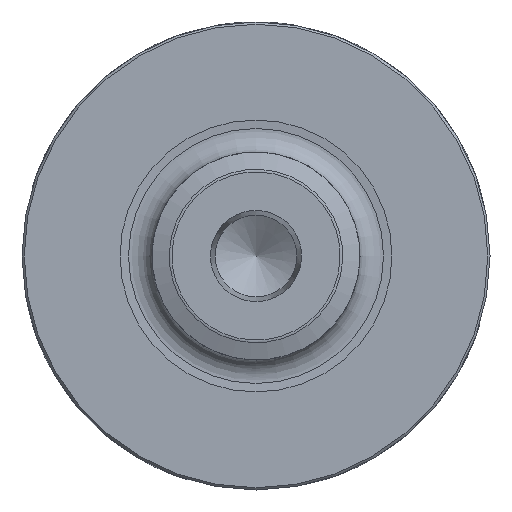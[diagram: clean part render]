
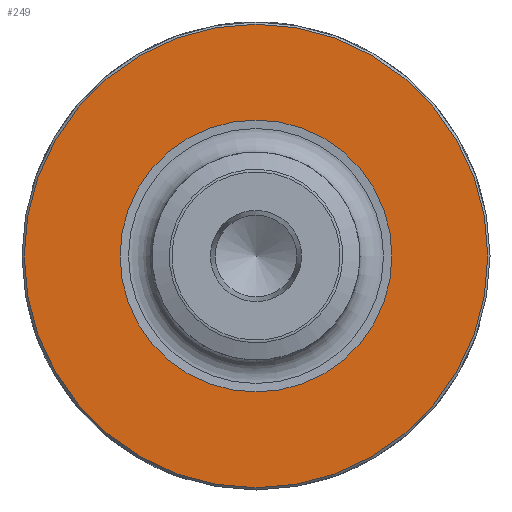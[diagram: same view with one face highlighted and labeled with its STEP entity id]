
A CAD part, left-side view. The second image highlights one B-rep face of the part: STEP entity #249.
In plain terms, the highlighted planar face has unit normal (-1, 0, 0).
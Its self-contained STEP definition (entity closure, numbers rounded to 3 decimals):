
#180=FACE_BOUND('',#371,.T.);
#181=FACE_BOUND('',#372,.T.);
#249=ADVANCED_FACE('',(#180,#181),#277,.T.);
#277=PLANE('',#859);
#371=EDGE_LOOP('',(#574));
#372=EDGE_LOOP('',(#575));
#415=CIRCLE('',#856,18.304);
#416=CIRCLE('',#858,31.2);
#574=ORIENTED_EDGE('',*,*,#743,.F.);
#575=ORIENTED_EDGE('',*,*,#744,.T.);
#656=VERTEX_POINT('',#2071);
#657=VERTEX_POINT('',#2074);
#743=EDGE_CURVE('',#656,#656,#415,.T.);
#744=EDGE_CURVE('',#657,#657,#416,.T.);
#856=AXIS2_PLACEMENT_3D('',#2070,#1044,#1045);
#858=AXIS2_PLACEMENT_3D('',#2073,#1048,#1049);
#859=AXIS2_PLACEMENT_3D('',#2075,#1050,#1051);
#1044=DIRECTION('',(-1.,0.,0.));
#1045=DIRECTION('',(0.,0.,-1.));
#1048=DIRECTION('',(-1.,0.,0.));
#1049=DIRECTION('',(0.,0.,-1.));
#1050=DIRECTION('',(-1.,0.,0.));
#1051=DIRECTION('',(0.,0.,1.));
#2070=CARTESIAN_POINT('',(28.,0.,0.));
#2071=CARTESIAN_POINT('',(28.,0.,-18.304));
#2073=CARTESIAN_POINT('',(28.,0.,0.));
#2074=CARTESIAN_POINT('',(28.,0.,-31.2));
#2075=CARTESIAN_POINT('',(28.,31.2,0.));
